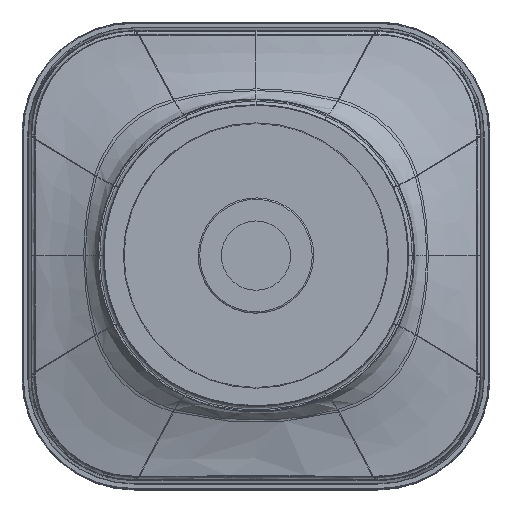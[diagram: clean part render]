
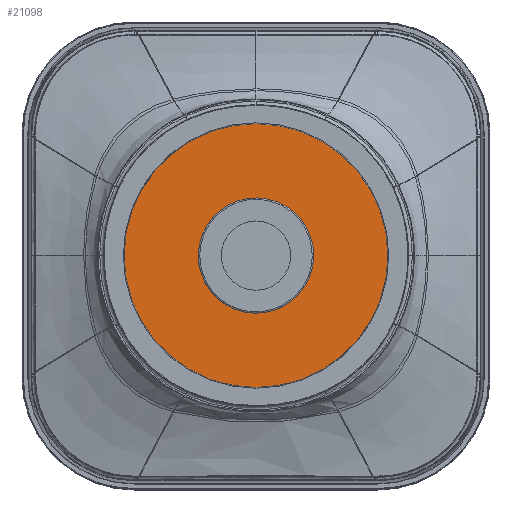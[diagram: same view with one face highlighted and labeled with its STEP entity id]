
A CAD part, top view. The second image highlights one B-rep face of the part: STEP entity #21098.
In plain terms, the highlighted planar face has unit normal (0, 0, 1).
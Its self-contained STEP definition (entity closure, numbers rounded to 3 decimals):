
#1924 = ORIENTED_EDGE ( 'NONE', *, *, #38854, .F. ) ;
#2426 = VERTEX_POINT ( 'NONE', #20727 ) ;
#2880 = AXIS2_PLACEMENT_3D ( 'NONE', #24534, #20635, #8475 ) ;
#2950 = PLANE ( 'NONE',  #11126 ) ;
#3792 = EDGE_LOOP ( 'NONE', ( #17981, #1924 ) ) ;
#4198 = EDGE_CURVE ( 'NONE', #26852, #2426, #13417, .T. ) ;
#5487 = DIRECTION ( 'NONE',  ( 1., 0., 0. ) ) ;
#7874 = CARTESIAN_POINT ( 'NONE',  ( -7.997, 0.216, 33.8 ) ) ;
#8210 = DIRECTION ( 'NONE',  ( -1., 0.027, 0. ) ) ;
#8475 = DIRECTION ( 'NONE',  ( -1., 0.027, 0. ) ) ;
#11126 = AXIS2_PLACEMENT_3D ( 'NONE', #30418, #11462, #26758 ) ;
#11462 = DIRECTION ( 'NONE',  ( 0., 0., -1. ) ) ;
#11997 = CIRCLE ( 'NONE', #47637, 18.3 ) ;
#13417 = CIRCLE ( 'NONE', #20063, 8. ) ;
#15358 = FACE_BOUND ( 'NONE', #35243, .T. ) ;
#16862 = DIRECTION ( 'NONE',  ( 0., 0., -1. ) ) ;
#17981 = ORIENTED_EDGE ( 'NONE', *, *, #47750, .F. ) ;
#20063 = AXIS2_PLACEMENT_3D ( 'NONE', #47374, #24260, #8210 ) ;
#20635 = DIRECTION ( 'NONE',  ( 0., 0., 1. ) ) ;
#20727 = CARTESIAN_POINT ( 'NONE',  ( 7.997, -0.216, 33.8 ) ) ;
#20762 = CIRCLE ( 'NONE', #29058, 18.3 ) ;
#21098 = ADVANCED_FACE ( 'NONE', ( #15358, #50368 ), #2950, .F. ) ;
#22714 = CARTESIAN_POINT ( 'NONE',  ( 18.3, 0., 33.8 ) ) ;
#24260 = DIRECTION ( 'NONE',  ( 0., 0., 1. ) ) ;
#24534 = CARTESIAN_POINT ( 'NONE',  ( 0., 0., 33.8 ) ) ;
#25469 = ORIENTED_EDGE ( 'NONE', *, *, #4198, .F. ) ;
#26469 = ORIENTED_EDGE ( 'NONE', *, *, #34847, .F. ) ;
#26758 = DIRECTION ( 'NONE',  ( -1., 0., 0. ) ) ;
#26852 = VERTEX_POINT ( 'NONE', #7874 ) ;
#27232 = VERTEX_POINT ( 'NONE', #36819 ) ;
#29058 = AXIS2_PLACEMENT_3D ( 'NONE', #41010, #16862, #5487 ) ;
#30182 = CIRCLE ( 'NONE', #2880, 8. ) ;
#30418 = CARTESIAN_POINT ( 'NONE',  ( 41.75, -32., 33.8 ) ) ;
#34847 = EDGE_CURVE ( 'NONE', #2426, #26852, #30182, .T. ) ;
#35243 = EDGE_LOOP ( 'NONE', ( #25469, #26469 ) ) ;
#36819 = CARTESIAN_POINT ( 'NONE',  ( -18.3, 0., 33.8 ) ) ;
#37251 = VERTEX_POINT ( 'NONE', #22714 ) ;
#38854 = EDGE_CURVE ( 'NONE', #37251, #27232, #11997, .T. ) ;
#39929 = DIRECTION ( 'NONE',  ( 1., 0., 0. ) ) ;
#41010 = CARTESIAN_POINT ( 'NONE',  ( 0., 0., 33.8 ) ) ;
#47374 = CARTESIAN_POINT ( 'NONE',  ( 0., 0., 33.8 ) ) ;
#47637 = AXIS2_PLACEMENT_3D ( 'NONE', #47719, #47953, #39929 ) ;
#47719 = CARTESIAN_POINT ( 'NONE',  ( 0., 0., 33.8 ) ) ;
#47750 = EDGE_CURVE ( 'NONE', #27232, #37251, #20762, .T. ) ;
#47953 = DIRECTION ( 'NONE',  ( 0., 0., -1. ) ) ;
#50368 = FACE_OUTER_BOUND ( 'NONE', #3792, .T. ) ;
